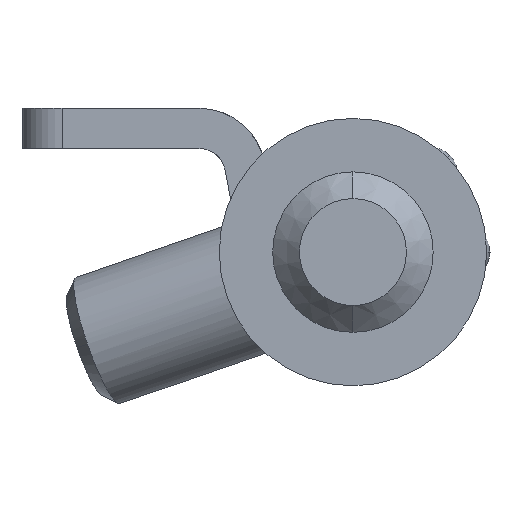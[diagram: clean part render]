
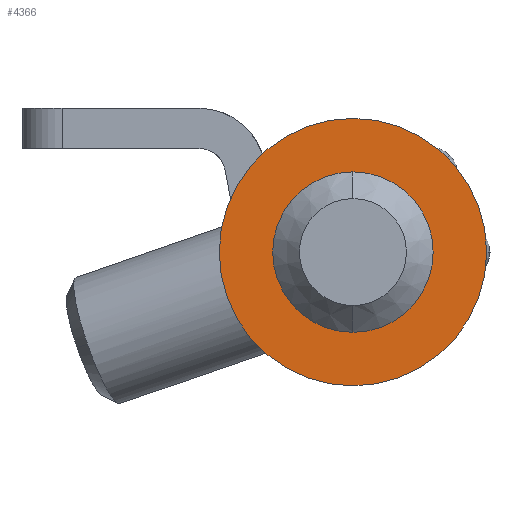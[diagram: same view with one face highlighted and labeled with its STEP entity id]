
A CAD part, front view. The second image highlights one B-rep face of the part: STEP entity #4366.
In plain terms, the highlighted planar face has unit normal (0, -1, 0).
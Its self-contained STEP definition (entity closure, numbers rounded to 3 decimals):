
#313 = CARTESIAN_POINT ( 'NONE',  ( 12.375, -66.5, 4.125 ) ) ;
#371 = VERTEX_POINT ( 'NONE', #2268 ) ;
#602 = CARTESIAN_POINT ( 'NONE',  ( 12.375, -66.5, 4.125 ) ) ;
#750 = EDGE_CURVE ( 'NONE', #371, #1387, #5539, .T. ) ;
#926 = DIRECTION ( 'NONE',  ( 0., 0., -1. ) ) ;
#1194 = DIRECTION ( 'NONE',  ( 0., 1., 0. ) ) ;
#1387 = VERTEX_POINT ( 'NONE', #5991 ) ;
#1390 = CARTESIAN_POINT ( 'NONE',  ( 12.375, -66.5, 4.125 ) ) ;
#1445 = ORIENTED_EDGE ( 'NONE', *, *, #3942, .F. ) ;
#1747 = DIRECTION ( 'NONE',  ( 0., 1., 0. ) ) ;
#1773 = EDGE_CURVE ( 'NONE', #1387, #371, #6411, .T. ) ;
#1830 = ORIENTED_EDGE ( 'NONE', *, *, #750, .T. ) ;
#2268 = CARTESIAN_POINT ( 'NONE',  ( 12.375, -66.5, 7.125 ) ) ;
#2409 = AXIS2_PLACEMENT_3D ( 'NONE', #602, #1747, #7237 ) ;
#2516 = AXIS2_PLACEMENT_3D ( 'NONE', #1390, #5019, #4382 ) ;
#2616 = FACE_BOUND ( 'NONE', #7584, .T. ) ;
#2713 = DIRECTION ( 'NONE',  ( 0., 1., 0. ) ) ;
#2859 = EDGE_CURVE ( 'NONE', #6670, #7175, #3686, .T. ) ;
#3686 = CIRCLE ( 'NONE', #6346, 5. ) ;
#3810 = CARTESIAN_POINT ( 'NONE',  ( 12.375, -66.5, 9.125 ) ) ;
#3908 = CARTESIAN_POINT ( 'NONE',  ( 12.375, -66.5, -0.875 ) ) ;
#3942 = EDGE_CURVE ( 'NONE', #7175, #6670, #5063, .T. ) ;
#4310 = CARTESIAN_POINT ( 'NONE',  ( 12.375, -66.5, 4.125 ) ) ;
#4366 = ADVANCED_FACE ( 'NONE', ( #2616, #6926 ), #6844, .T. ) ;
#4382 = DIRECTION ( 'NONE',  ( 0., 0., 1. ) ) ;
#4461 = DIRECTION ( 'NONE',  ( 0., -1., 0. ) ) ;
#4526 = DIRECTION ( 'NONE',  ( 0., 0., 1. ) ) ;
#4884 = AXIS2_PLACEMENT_3D ( 'NONE', #4941, #4461, #926 ) ;
#4941 = CARTESIAN_POINT ( 'NONE',  ( 17.375, -66.5, 4.125 ) ) ;
#5019 = DIRECTION ( 'NONE',  ( 0., 1., 0. ) ) ;
#5063 = CIRCLE ( 'NONE', #2409, 5. ) ;
#5539 = CIRCLE ( 'NONE', #2516, 3. ) ;
#5991 = CARTESIAN_POINT ( 'NONE',  ( 12.375, -66.5, 1.125 ) ) ;
#6017 = AXIS2_PLACEMENT_3D ( 'NONE', #4310, #1194, #6730 ) ;
#6346 = AXIS2_PLACEMENT_3D ( 'NONE', #313, #2713, #4526 ) ;
#6411 = CIRCLE ( 'NONE', #6017, 3. ) ;
#6670 = VERTEX_POINT ( 'NONE', #3908 ) ;
#6690 = EDGE_LOOP ( 'NONE', ( #1445, #6831 ) ) ;
#6730 = DIRECTION ( 'NONE',  ( 0., 0., 1. ) ) ;
#6831 = ORIENTED_EDGE ( 'NONE', *, *, #2859, .F. ) ;
#6844 = PLANE ( 'NONE',  #4884 ) ;
#6926 = FACE_OUTER_BOUND ( 'NONE', #6690, .T. ) ;
#7031 = ORIENTED_EDGE ( 'NONE', *, *, #1773, .T. ) ;
#7175 = VERTEX_POINT ( 'NONE', #3810 ) ;
#7237 = DIRECTION ( 'NONE',  ( 0., 0., 1. ) ) ;
#7584 = EDGE_LOOP ( 'NONE', ( #1830, #7031 ) ) ;
